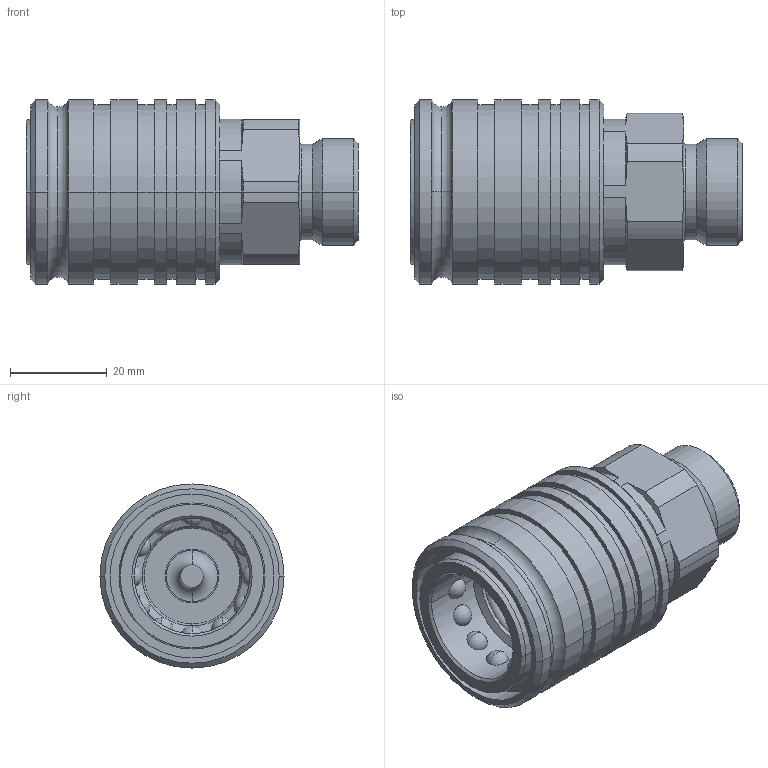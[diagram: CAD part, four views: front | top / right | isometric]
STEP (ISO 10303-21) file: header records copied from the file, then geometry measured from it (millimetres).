
FILE_DESCRIPTION( ( '' ), '1' );
FILE_NAME( '42122224.stp', '2012-08-14T12:21:39', ( '' ), ( '' ), ' ', ' ', ' ' );
FILE_SCHEMA( ( 'CONFIG_CONTROL_DESIGN' ) );
Length unit declared in the file: millimetre
Products named in the file (2): 1; 2
Bounding box: 68.5 x 38 x 38 mm (x, y, z)
Volume: 39078.7 mm3; surface area: 19074.9 mm2
Topology: 2 solids, 2 shells, 187 faces, 465 edges, 293 vertices
Faces by surface type: cylinder 74, cone 40, plane 39, sphere 22, torus 12
Entity records: 6299 total; most frequent: CARTESIAN_POINT 1795, DIRECTION 985, ORIENTED_EDGE 890, EDGE_CURVE 445, AXIS2_PLACEMENT_3D 421, VERTEX_POINT 293, CIRCLE 230, EDGE_LOOP 222
